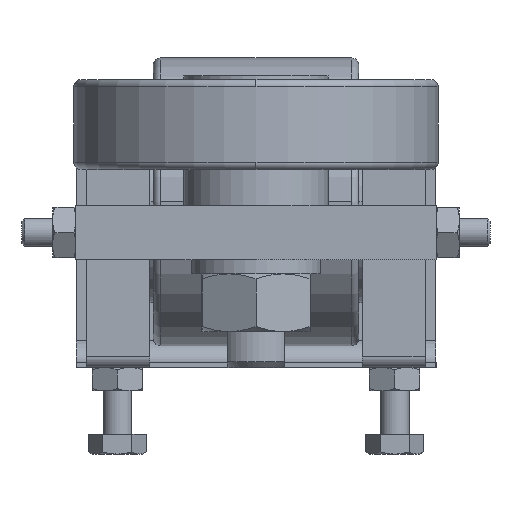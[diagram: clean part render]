
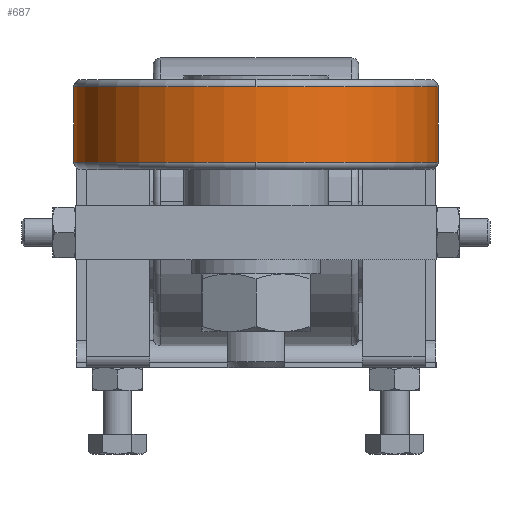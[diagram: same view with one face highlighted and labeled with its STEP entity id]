
A CAD part, left-side view. The second image highlights one B-rep face of the part: STEP entity #687.
In plain terms, the highlighted cylindrical face has radius 50.6 mm (diameter 101.2 mm), a partial arc.
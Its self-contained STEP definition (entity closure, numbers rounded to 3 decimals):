
#687=ADVANCED_FACE('',(#1607),#1608,.T.);
#1607=FACE_OUTER_BOUND('',#2829,.T.);
#1608=CYLINDRICAL_SURFACE('',#2830,50.6);
#2829=EDGE_LOOP('',(#4675,#4676,#4677,#4678,#4679,#4680));
#2830=AXIS2_PLACEMENT_3D('',#4681,#4682,#4683);
#4675=ORIENTED_EDGE('',*,*,#7537,.F.);
#4676=ORIENTED_EDGE('',*,*,#7538,.T.);
#4677=ORIENTED_EDGE('',*,*,#7539,.T.);
#4678=ORIENTED_EDGE('',*,*,#7540,.F.);
#4679=ORIENTED_EDGE('',*,*,#7255,.F.);
#4680=ORIENTED_EDGE('',*,*,#7541,.F.);
#4681=CARTESIAN_POINT('',(40.0,50.0,37.5));
#4682=DIRECTION('',(0.,0.0,-1.0));
#4683=DIRECTION('',(0.0,1.0,0.0));
#7255=EDGE_CURVE('',#8747,#8749,#8750,.T.);
#7537=EDGE_CURVE('',#9178,#9179,#9180,.T.);
#7538=EDGE_CURVE('',#9178,#9181,#9182,.T.);
#7539=EDGE_CURVE('',#9181,#9183,#9184,.T.);
#7540=EDGE_CURVE('',#8749,#9183,#9185,.T.);
#7541=EDGE_CURVE('',#9179,#8747,#9186,.T.);
#8747=VERTEX_POINT('',#11175);
#8749=VERTEX_POINT('',#11177);
#8750=CIRCLE('',#11178,50.6);
#9178=VERTEX_POINT('',#12193);
#9179=VERTEX_POINT('',#12194);
#9180=LINE('',#12195,#12196);
#9181=VERTEX_POINT('',#12197);
#9182=CIRCLE('',#12198,50.6);
#9183=VERTEX_POINT('',#12199);
#9184=CIRCLE('',#12200,50.6);
#9185=LINE('',#12201,#12202);
#9186=CIRCLE('',#12203,50.6);
#11175=CARTESIAN_POINT('',(-10.6,50.0,48.));
#11177=CARTESIAN_POINT('',(40.0,-0.6,48.));
#11178=AXIS2_PLACEMENT_3D('',#14547,#14548,#14549);
#12193=CARTESIAN_POINT('',(40.0,100.6,27.));
#12194=CARTESIAN_POINT('',(40.0,100.6,48.));
#12195=CARTESIAN_POINT('',(40.0,100.6,37.5));
#12196=VECTOR('',#14870,1.0);
#12197=CARTESIAN_POINT('',(-10.6,50.0,27.));
#12198=AXIS2_PLACEMENT_3D('',#14871,#14872,#14873);
#12199=CARTESIAN_POINT('',(40.0,-0.6,27.));
#12200=AXIS2_PLACEMENT_3D('',#14874,#14875,#14876);
#12201=CARTESIAN_POINT('',(40.0,-0.6,37.5));
#12202=VECTOR('',#14877,1.0);
#12203=AXIS2_PLACEMENT_3D('',#14878,#14879,#14880);
#14547=CARTESIAN_POINT('',(40.0,50.0,48.));
#14548=DIRECTION('',(0.,-0.0,1.0));
#14549=DIRECTION('',(0.0,1.0,0.0));
#14870=DIRECTION('',(0.,-0.0,1.0));
#14871=CARTESIAN_POINT('',(40.0,50.0,27.));
#14872=DIRECTION('',(0.,-0.0,1.0));
#14873=DIRECTION('',(0.0,1.0,0.0));
#14874=CARTESIAN_POINT('',(40.0,50.0,27.));
#14875=DIRECTION('',(0.,-0.0,1.0));
#14876=DIRECTION('',(0.0,1.0,0.0));
#14877=DIRECTION('',(0.,0.0,-1.0));
#14878=CARTESIAN_POINT('',(40.0,50.0,48.));
#14879=DIRECTION('',(0.,-0.0,1.0));
#14880=DIRECTION('',(0.0,1.0,0.0));
